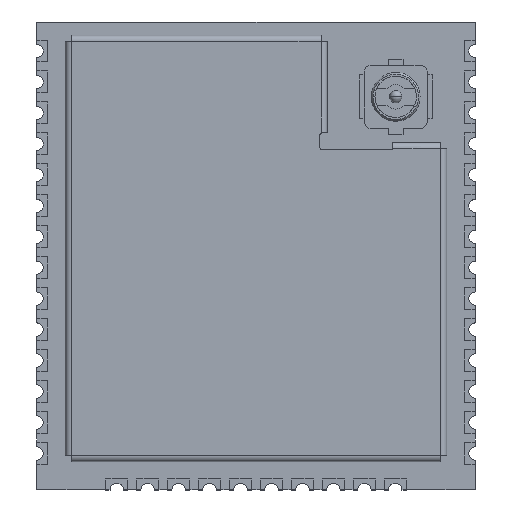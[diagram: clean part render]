
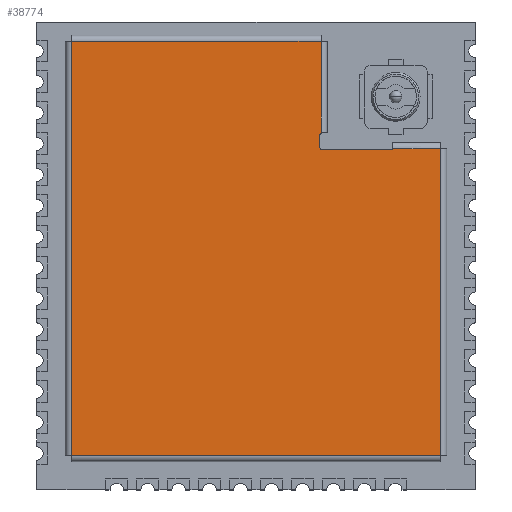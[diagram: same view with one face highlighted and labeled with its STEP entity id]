
A CAD part, top view. The second image highlights one B-rep face of the part: STEP entity #38774.
In plain terms, the highlighted planar face has unit normal (0, 0, 1).
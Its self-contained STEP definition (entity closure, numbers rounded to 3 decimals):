
#91 = CARTESIAN_POINT ( 'NONE',  ( 13.35, 12.8, 2.4 ) ) ;
#412 = DIRECTION ( 'NONE',  ( 1., 0., 0. ) ) ;
#910 = CARTESIAN_POINT ( 'NONE',  ( 15.4, 0.25, 2.4 ) ) ;
#990 = CARTESIAN_POINT ( 'NONE',  ( 0., 0., 2.4 ) ) ;
#1276 = LINE ( 'NONE', #29616, #25530 ) ;
#1566 = ORIENTED_EDGE ( 'NONE', *, *, #37935, .T. ) ;
#2393 = CIRCLE ( 'NONE', #25044, 0.1 ) ;
#2659 = LINE ( 'NONE', #35898, #46916 ) ;
#3470 = CARTESIAN_POINT ( 'NONE',  ( 10.55, 13.4, 2.4 ) ) ;
#3716 = LINE ( 'NONE', #33858, #19944 ) ;
#3788 = EDGE_CURVE ( 'NONE', #18780, #7048, #3902, .T. ) ;
#3902 = CIRCLE ( 'NONE', #36103, 0.1 ) ;
#5840 = CARTESIAN_POINT ( 'NONE',  ( 10.45, 13.4, 2.4 ) ) ;
#7048 = VERTEX_POINT ( 'NONE', #91 ) ;
#7572 = EDGE_CURVE ( 'NONE', #29849, #43140, #9526, .T. ) ;
#7707 = EDGE_CURVE ( 'NONE', #51592, #18780, #2659, .T. ) ;
#7712 = VECTOR ( 'NONE', #53235, 1000. ) ;
#7798 = ORIENTED_EDGE ( 'NONE', *, *, #33068, .T. ) ;
#8640 = CARTESIAN_POINT ( 'NONE',  ( 0.25, 0.25, 2.4 ) ) ;
#9245 = EDGE_CURVE ( 'NONE', #10891, #28631, #2393, .T. ) ;
#9526 = CIRCLE ( 'NONE', #40005, 0.1 ) ;
#10672 = ORIENTED_EDGE ( 'NONE', *, *, #41992, .T. ) ;
#10867 = LINE ( 'NONE', #31576, #23785 ) ;
#10891 = VERTEX_POINT ( 'NONE', #24712 ) ;
#11003 = ORIENTED_EDGE ( 'NONE', *, *, #7572, .T. ) ;
#11227 = EDGE_CURVE ( 'NONE', #29849, #28631, #44307, .T. ) ;
#11574 = CARTESIAN_POINT ( 'NONE',  ( 10.5, 13.487, 2.4 ) ) ;
#13880 = ORIENTED_EDGE ( 'NONE', *, *, #3788, .T. ) ;
#14446 = DIRECTION ( 'NONE',  ( 0., 1., 0. ) ) ;
#14560 = EDGE_CURVE ( 'NONE', #26953, #38806, #10867, .T. ) ;
#14996 = DIRECTION ( 'NONE',  ( -1., 0., 0. ) ) ;
#15982 = DIRECTION ( 'NONE',  ( -1., 0., 0. ) ) ;
#18159 = DIRECTION ( 'NONE',  ( 0., -1., 0. ) ) ;
#18185 = EDGE_LOOP ( 'NONE', ( #19438, #11003, #1566, #45198, #51384, #10672, #7798, #30824, #13880, #47881, #41409 ) ) ;
#18212 = DIRECTION ( 'NONE',  ( -1., 0., 0. ) ) ;
#18780 = VERTEX_POINT ( 'NONE', #43061 ) ;
#18823 = CARTESIAN_POINT ( 'NONE',  ( 13.35, 12.9, 2.4 ) ) ;
#19438 = ORIENTED_EDGE ( 'NONE', *, *, #11227, .F. ) ;
#19501 = VERTEX_POINT ( 'NONE', #26575 ) ;
#19944 = VECTOR ( 'NONE', #25403, 1000. ) ;
#20640 = CARTESIAN_POINT ( 'NONE',  ( 0.25, 17.25, 2.4 ) ) ;
#21960 = FACE_OUTER_BOUND ( 'NONE', #18185, .T. ) ;
#22208 = VECTOR ( 'NONE', #14446, 1000. ) ;
#23785 = VECTOR ( 'NONE', #40844, 1000. ) ;
#24043 = AXIS2_PLACEMENT_3D ( 'NONE', #990, #38584, #18159 ) ;
#24712 = CARTESIAN_POINT ( 'NONE',  ( 10.55, 12.8, 2.4 ) ) ;
#24944 = VECTOR ( 'NONE', #32334, 1000. ) ;
#25044 = AXIS2_PLACEMENT_3D ( 'NONE', #50326, #38360, #18212 ) ;
#25403 = DIRECTION ( 'NONE',  ( 1., 0., 0. ) ) ;
#25530 = VECTOR ( 'NONE', #33969, 1000. ) ;
#26575 = CARTESIAN_POINT ( 'NONE',  ( 10.5, 17.25, 2.4 ) ) ;
#26953 = VERTEX_POINT ( 'NONE', #20640 ) ;
#27973 = DIRECTION ( 'NONE',  ( -1., 0., 0. ) ) ;
#28031 = EDGE_CURVE ( 'NONE', #19501, #26953, #37234, .T. ) ;
#28631 = VERTEX_POINT ( 'NONE', #31085 ) ;
#29268 = CARTESIAN_POINT ( 'NONE',  ( 10.45, 13.5, 2.4 ) ) ;
#29300 = CARTESIAN_POINT ( 'NONE',  ( 10.45, 12.8, 2.4 ) ) ;
#29616 = CARTESIAN_POINT ( 'NONE',  ( 15.4, 0., 2.4 ) ) ;
#29849 = VERTEX_POINT ( 'NONE', #5840 ) ;
#30824 = ORIENTED_EDGE ( 'NONE', *, *, #7707, .T. ) ;
#31085 = CARTESIAN_POINT ( 'NONE',  ( 10.45, 12.9, 2.4 ) ) ;
#31102 = DIRECTION ( 'NONE',  ( 0., 0., -1. ) ) ;
#31576 = CARTESIAN_POINT ( 'NONE',  ( 0.25, 0., 2.4 ) ) ;
#32334 = DIRECTION ( 'NONE',  ( -1., 0., 0. ) ) ;
#32635 = VECTOR ( 'NONE', #412, 1000. ) ;
#33068 = EDGE_CURVE ( 'NONE', #47457, #51592, #1276, .T. ) ;
#33123 = LINE ( 'NONE', #29300, #32635 ) ;
#33858 = CARTESIAN_POINT ( 'NONE',  ( 0., 0.25, 2.4 ) ) ;
#33969 = DIRECTION ( 'NONE',  ( 0., 1., 0. ) ) ;
#34666 = EDGE_CURVE ( 'NONE', #10891, #7048, #33123, .T. ) ;
#35898 = CARTESIAN_POINT ( 'NONE',  ( 0., 12.85, 2.4 ) ) ;
#36103 = AXIS2_PLACEMENT_3D ( 'NONE', #18823, #31102, #14996 ) ;
#37234 = LINE ( 'NONE', #41308, #24944 ) ;
#37935 = EDGE_CURVE ( 'NONE', #43140, #19501, #46560, .T. ) ;
#38314 = PLANE ( 'NONE',  #24043 ) ;
#38360 = DIRECTION ( 'NONE',  ( 0., 0., -1. ) ) ;
#38584 = DIRECTION ( 'NONE',  ( 0., 0., -1. ) ) ;
#38774 = ADVANCED_FACE ( 'NONE', ( #21960 ), #38314, .F. ) ;
#38806 = VERTEX_POINT ( 'NONE', #8640 ) ;
#39120 = CARTESIAN_POINT ( 'NONE',  ( 15.4, 12.85, 2.4 ) ) ;
#40005 = AXIS2_PLACEMENT_3D ( 'NONE', #3470, #45131, #27973 ) ;
#40844 = DIRECTION ( 'NONE',  ( 0., -1., 0. ) ) ;
#41308 = CARTESIAN_POINT ( 'NONE',  ( 0., 17.25, 2.4 ) ) ;
#41409 = ORIENTED_EDGE ( 'NONE', *, *, #9245, .T. ) ;
#41992 = EDGE_CURVE ( 'NONE', #38806, #47457, #3716, .T. ) ;
#43061 = CARTESIAN_POINT ( 'NONE',  ( 13.437, 12.85, 2.4 ) ) ;
#43140 = VERTEX_POINT ( 'NONE', #11574 ) ;
#44307 = LINE ( 'NONE', #29268, #7712 ) ;
#45131 = DIRECTION ( 'NONE',  ( 0., 0., -1. ) ) ;
#45198 = ORIENTED_EDGE ( 'NONE', *, *, #28031, .T. ) ;
#46560 = LINE ( 'NONE', #51737, #22208 ) ;
#46916 = VECTOR ( 'NONE', #15982, 1000. ) ;
#47457 = VERTEX_POINT ( 'NONE', #910 ) ;
#47881 = ORIENTED_EDGE ( 'NONE', *, *, #34666, .F. ) ;
#50326 = CARTESIAN_POINT ( 'NONE',  ( 10.55, 12.9, 2.4 ) ) ;
#51384 = ORIENTED_EDGE ( 'NONE', *, *, #14560, .T. ) ;
#51592 = VERTEX_POINT ( 'NONE', #39120 ) ;
#51737 = CARTESIAN_POINT ( 'NONE',  ( 10.5, 0., 2.4 ) ) ;
#53235 = DIRECTION ( 'NONE',  ( 0., -1., 0. ) ) ;
